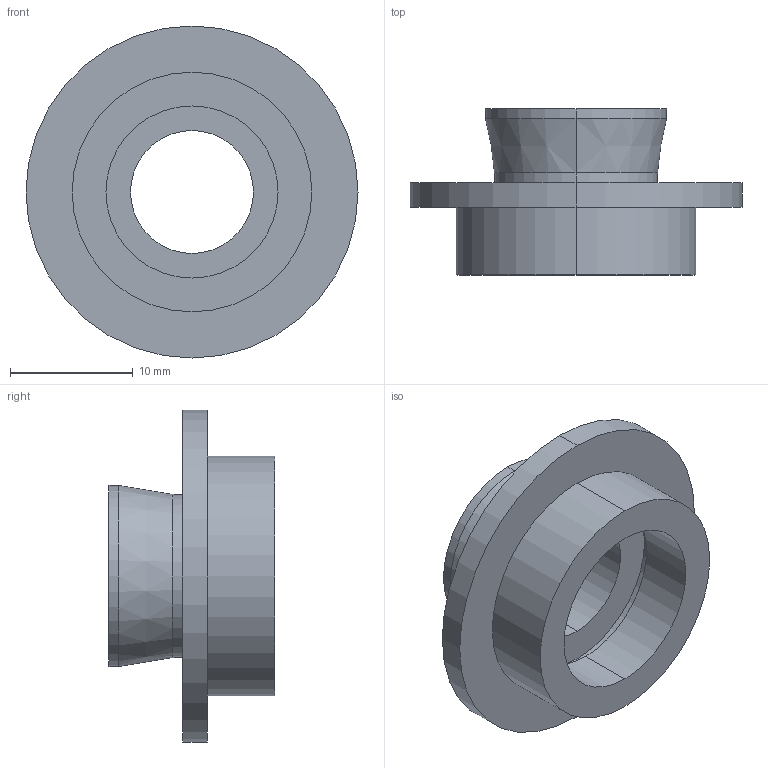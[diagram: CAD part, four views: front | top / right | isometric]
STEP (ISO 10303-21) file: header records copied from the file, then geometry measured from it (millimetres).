
FILE_DESCRIPTION (( 'STEP AP203' ), '1' );
FILE_NAME ('510020.STEP', '2019-09-29T08:12:13', ( '' ), ( '' ), 'SwSTEP 2.0', 'SolidWorks 2016', '' );
FILE_SCHEMA (( 'CONFIG_CONTROL_DESIGN' ));
Length unit declared in the file: millimetre
Products named in the file (2): 510020
Bounding box: 27 x 13.5 x 27 mm (x, y, z)
Volume: 2202.9 mm3; surface area: 2360.7 mm2
Topology: 1 solids, 1 shells, 22 faces, 44 edges, 28 vertices
Faces by surface type: cylinder 14, plane 6, cone 2
Entity records: 743 total; most frequent: DIRECTION 120, CARTESIAN_POINT 96, ORIENTED_EDGE 88, AXIS2_PLACEMENT_3D 52, EDGE_CURVE 44, EDGE_LOOP 28, CIRCLE 28, VERTEX_POINT 28
